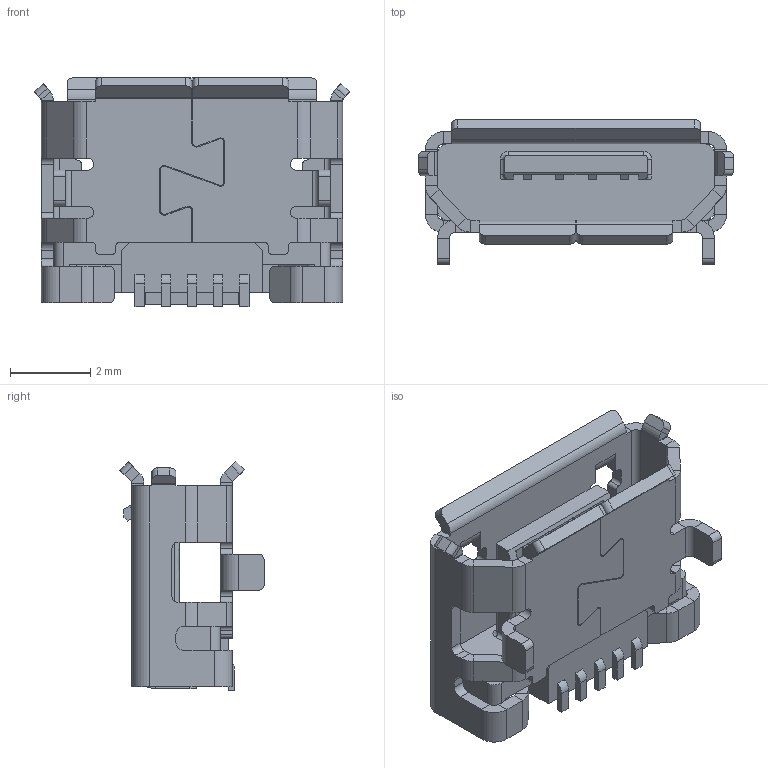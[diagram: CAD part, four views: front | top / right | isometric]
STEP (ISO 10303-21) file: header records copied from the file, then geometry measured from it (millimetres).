
FILE_DESCRIPTION (( 'STEP AP214' ), '1' );
FILE_NAME ('10118193-0001LF.STEP', '2022-12-01T09:14:08', ( '' ), ( '' ), 'SwSTEP 2.0', 'SolidWorks 2017', '' );
FILE_SCHEMA (( 'AUTOMOTIVE_DESIGN' ));
Length unit declared in the file: millimetre
Products named in the file (2): 10118193-0001LF
Assembly tree (1 placements, depth 2):
  10118193-0001LF
    10118193-0001LF
Bounding box: 7.86 x 3.6 x 5.71 mm (x, y, z)
Volume: 45.9 mm3; surface area: 285.7 mm2
Topology: 11 solids, 11 shells, 587 faces, 1440 edges, 868 vertices
Faces by surface type: plane 382, cylinder 191, cone 8, bspline 4, torus 2
Entity records: 17245 total; most frequent: CARTESIAN_POINT 3092, DIRECTION 2977, ORIENTED_EDGE 2880, EDGE_CURVE 1440, LINE 1035, VECTOR 1035, AXIS2_PLACEMENT_3D 971, VERTEX_POINT 868
